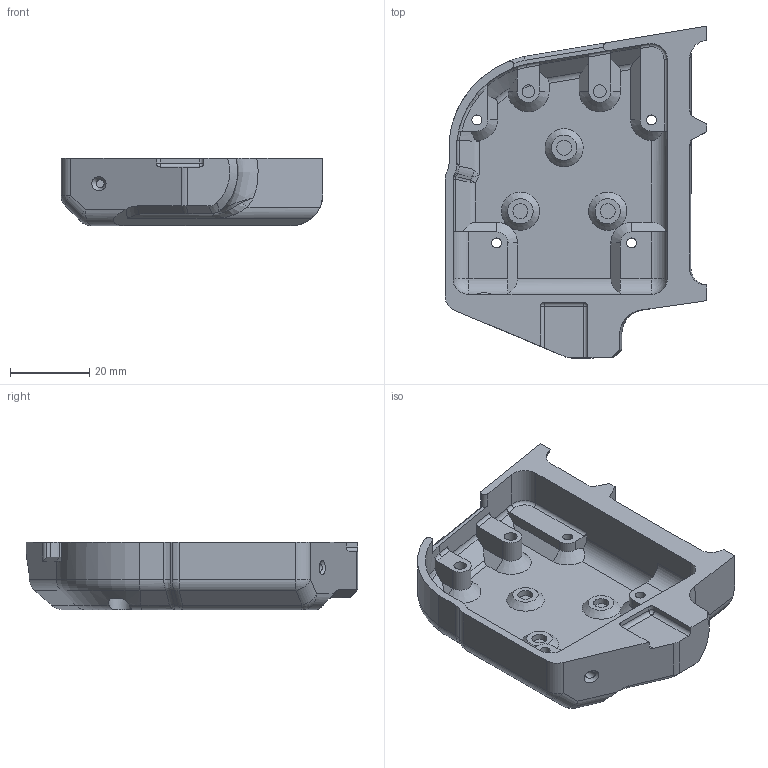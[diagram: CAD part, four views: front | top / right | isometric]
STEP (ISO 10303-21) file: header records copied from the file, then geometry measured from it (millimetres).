
FILE_DESCRIPTION(('HOOPS Exchange Step'),'2;1');
FILE_NAME('temp_export','2021-03-17T22:47:07+20:00',('poastoast'),('Shapr3D Limited'),'HOOPS Exchange 2020.2','Shapr3D','Authorized');
FILE_SCHEMA( ('AP203_CONFIGURATION_CONTROLLED_3D_DESIGN_OF_MECHANICAL_PARTS_AND_ASSEMBLIES_MIM_LF') );
Length unit declared in the file: millimetre
Products named in the file (4): 0; 63CE7BA0-1ADE-40C3-B356-588278A1D88C.tmp
Assembly tree (3 placements, depth 2):
  63CE7BA0-1ADE-40C3-B356-588278A1D88C.tmp
    0
    0
    0
Bounding box: 66 x 83.67 x 17 mm (x, y, z)
Volume: 26869.7 mm3; surface area: 15625.2 mm2
Topology: 1 solids, 1 shells, 226 faces, 604 edges, 377 vertices
Faces by surface type: cylinder 87, plane 84, cone 16, bspline 16, torus 13, sphere 10
Full cylindrical faces by diameter (mm): 2 x1, 2.5 x4, 3.2 x2, 3.8 x3, 5.6 x3
Entity records: 12054 total; most frequent: CARTESIAN_POINT 6376, DIRECTION 1187, ORIENTED_EDGE 1186, EDGE_CURVE 593, AXIS2_PLACEMENT_3D 458, VERTEX_POINT 377, VECTOR 271, LINE 271
